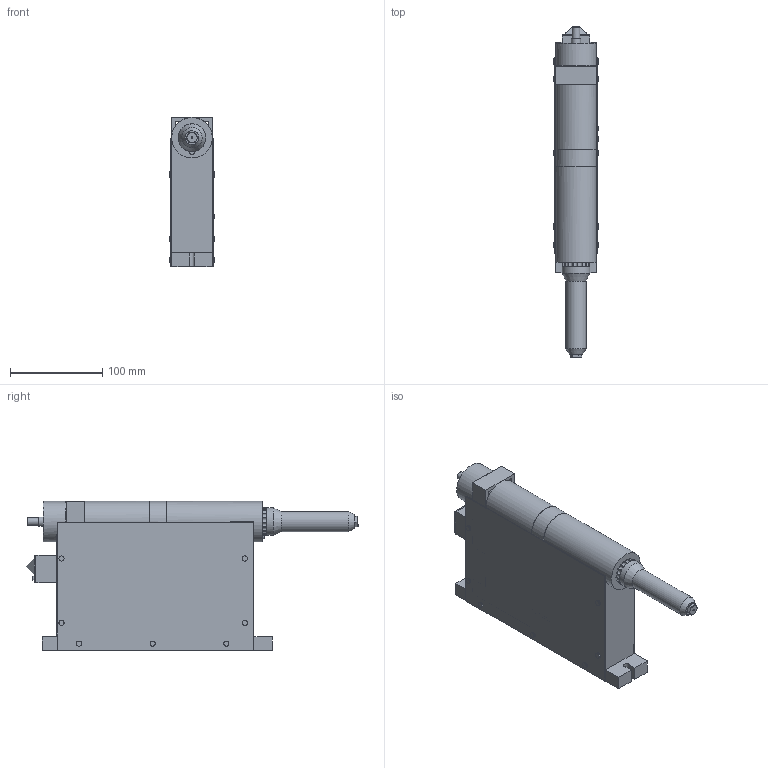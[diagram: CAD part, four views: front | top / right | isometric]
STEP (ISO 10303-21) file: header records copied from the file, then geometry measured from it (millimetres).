
FILE_DESCRIPTION(/* description */ (''),/* implementation_level */ '2;1');
FILE_NAME(/* name */ 'Nyt2.stp',/* time_stamp */ '2019-01-09T14:51:16+01:00',/* author */ ('havel'),/* organization */ ('BAEST'),/* preprocessor_version */ 'ST-DEVELOPER v17.2',/* originating_system */ 'Autodesk Inventor 2019',/* authorisation */ '');
FILE_SCHEMA (('AUTOMOTIVE_DESIGN { 1 0 10303 214 3 1 1 }'));
Length unit declared in the file: millimetre
Products named in the file (4): Nyt2; Body_Obal_1; Cap02; Head02
Assembly tree (3 placements, depth 2):
  Nyt2
    Body_Obal_1
    Cap02
    Head02
Bounding box: 49.3 x 360.55 x 162 mm (x, y, z)
Volume: 844886.2 mm3; surface area: 226988.5 mm2
Topology: 3 solids, 3 shells, 331 faces, 890 edges, 608 vertices
Faces by surface type: plane 236, cylinder 76, cone 18, torus 1
Full cylindrical faces by diameter (mm): 2 x1, 2.5 x2, 3 x1, 3.8 x1, 4.5 x4, 5 x1, 5.7 x14, 7.5 x1, 8.3 x1, 8.92 x1, 9.728 x1, 10 x2, 12 x1, 15.9 x1, 18.7 x2, 19 x1, 19.2 x1, 22 x1, 22.38 x1, 23 x1, 24 x1, 25 x2, 30 x1, 34.8 x1, 40 x1, 44 x4
Entity records: 11100 total; most frequent: CARTESIAN_POINT 1886, DIRECTION 1836, ORIENTED_EDGE 1776, EDGE_CURVE 888, AXIS2_PLACEMENT_3D 624, VERTEX_POINT 608, LINE 588, VECTOR 588
